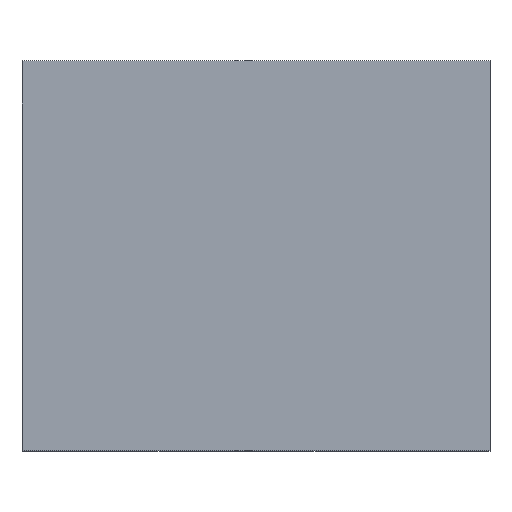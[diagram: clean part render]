
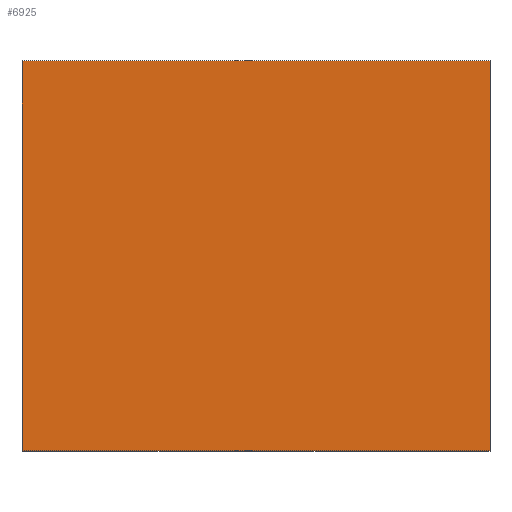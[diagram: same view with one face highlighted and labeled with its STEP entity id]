
A CAD part, top view. The second image highlights one B-rep face of the part: STEP entity #6925.
In plain terms, the highlighted face is planar.
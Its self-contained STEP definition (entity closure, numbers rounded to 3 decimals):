
#5405=DIRECTION('',(1.,0.,0.));
#5406=VECTOR('',#5405,3.);
#5407=CARTESIAN_POINT('',(-1.5,0.775,1.25));
#5408=LINE('',#5407,#5406);
#5412=DIRECTION('',(0.,0.,1.));
#5413=VECTOR('',#5412,2.5);
#5414=CARTESIAN_POINT('',(-1.5,0.775,-1.25));
#5415=LINE('',#5414,#5413);
#5419=DIRECTION('',(-1.,0.,0.));
#5420=VECTOR('',#5419,3.);
#5421=CARTESIAN_POINT('',(1.5,0.775,-1.25));
#5422=LINE('',#5421,#5420);
#5426=DIRECTION('',(0.,0.,-1.));
#5427=VECTOR('',#5426,2.5);
#5428=CARTESIAN_POINT('',(1.5,0.775,1.25));
#5429=LINE('',#5428,#5427);
#5923=CARTESIAN_POINT('',(-1.5,0.775,1.25));
#5924=CARTESIAN_POINT('',(1.5,0.775,1.25));
#5925=VERTEX_POINT('',#5923);
#5926=VERTEX_POINT('',#5924);
#5927=CARTESIAN_POINT('',(1.5,0.775,-1.25));
#5928=VERTEX_POINT('',#5927);
#5929=CARTESIAN_POINT('',(-1.5,0.775,-1.25));
#5930=VERTEX_POINT('',#5929);
#6912=CARTESIAN_POINT('',(0.,0.775,0.));
#6913=DIRECTION('',(0.,1.,0.));
#6914=DIRECTION('',(1.,0.,0.));
#6915=AXIS2_PLACEMENT_3D('',#6912,#6913,#6914);
#6916=PLANE('',#6915);
#6917=ORIENTED_EDGE('',*,*,#6847,.F.);
#6918=ORIENTED_EDGE('',*,*,#6499,.F.);
#6920=ORIENTED_EDGE('',*,*,#6919,.F.);
#6922=ORIENTED_EDGE('',*,*,#6921,.F.);
#6923=EDGE_LOOP('',(#6917,#6918,#6920,#6922));
#6924=FACE_OUTER_BOUND('',#6923,.F.);
#6925=ADVANCED_FACE('',(#6924),#6916,.T.);
#6499=EDGE_CURVE('',#5930,#5925,#5415,.T.);
#6847=EDGE_CURVE('',#5925,#5926,#5408,.T.);
#6919=EDGE_CURVE('',#5928,#5930,#5422,.T.);
#6921=EDGE_CURVE('',#5926,#5928,#5429,.T.);
